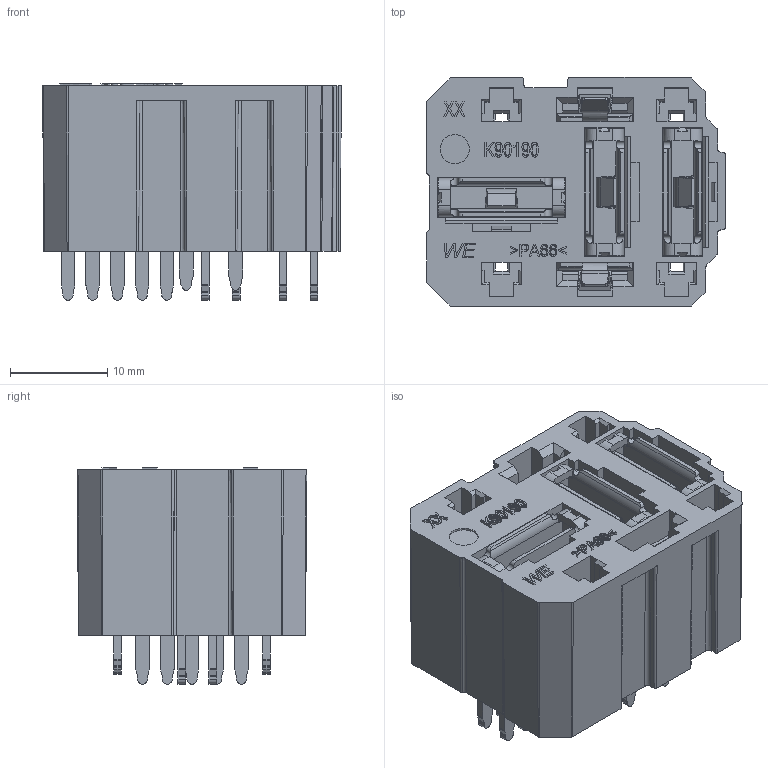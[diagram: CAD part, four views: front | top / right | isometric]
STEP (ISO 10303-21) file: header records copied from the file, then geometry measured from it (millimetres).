
FILE_DESCRIPTION (( 'STEP AP203' ), '1' );
FILE_NAME ('S90192-A03.STEP', '2025-03-13T08:01:27', ( '' ), ( '' ), 'SwSTEP 2.0', 'SolidWorks 2023', '' );
FILE_SCHEMA (( 'CONFIG_CONTROL_DESIGN' ));
Length unit declared in the file: millimetre
Products named in the file (5): K91167-F; K95232-D; K99362-C; S90192-A03; K90190_57343
Assembly tree (6 placements, depth 2):
  S90192-A03
    K90190_57343
    K99362-C  x2
    K95232-D
    K91167-F  x2
Bounding box: 30.7 x 23.6 x 22.2 mm (x, y, z)
Volume: 6210.9 mm3; surface area: 12865.3 mm2
Topology: 6 solids, 6 shells, 1571 faces, 4574 edges, 3036 vertices
Faces by surface type: plane 967, cylinder 409, bspline 103, cone 92
Full cylindrical faces by diameter (mm): 3 x1
Entity records: 46136 total; most frequent: CARTESIAN_POINT 13529, ORIENTED_EDGE 7106, DIRECTION 6148, EDGE_CURVE 3553, LINE 2602, VECTOR 2602, VERTEX_POINT 2358, AXIS2_PLACEMENT_3D 1773
